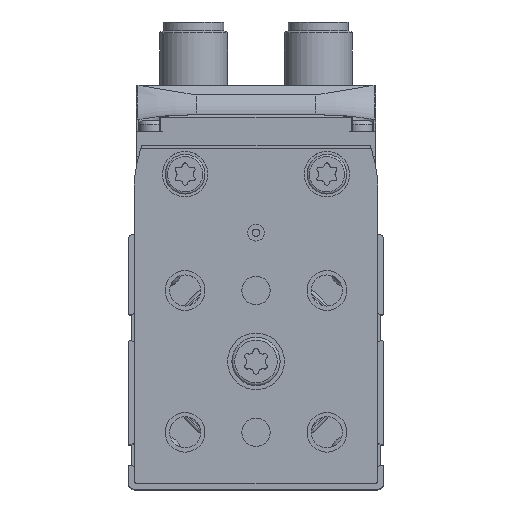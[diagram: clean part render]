
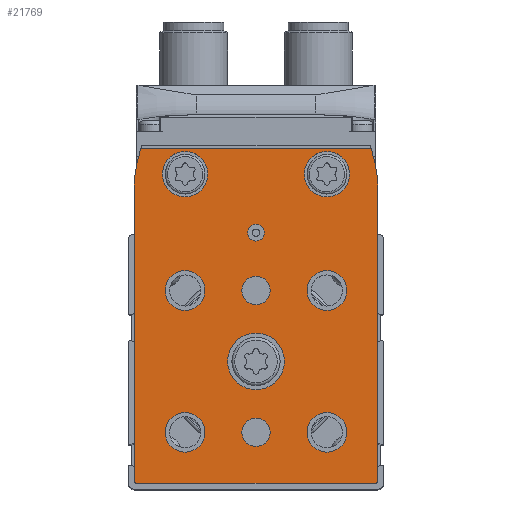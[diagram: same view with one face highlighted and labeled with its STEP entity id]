
A CAD part, top view. The second image highlights one B-rep face of the part: STEP entity #21769.
In plain terms, the highlighted planar face has unit normal (0, 0, 1).
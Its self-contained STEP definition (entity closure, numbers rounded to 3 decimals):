
#719=CIRCLE('',#23206,24.);
#721=CIRCLE('',#23210,0.5);
#723=CIRCLE('',#23214,0.5);
#725=CIRCLE('',#23218,24.);
#726=CIRCLE('',#23221,4.);
#727=CIRCLE('',#23222,4.);
#728=CIRCLE('',#23223,2.5);
#729=CIRCLE('',#23224,2.5);
#730=CIRCLE('',#23225,5.);
#731=CIRCLE('',#23226,3.5);
#732=CIRCLE('',#23227,3.5);
#733=CIRCLE('',#23228,3.5);
#734=CIRCLE('',#23229,3.5);
#735=CIRCLE('',#23230,1.5);
#3109=ORIENTED_EDGE('',*,*,#7473,.T.);
#3110=ORIENTED_EDGE('',*,*,#7474,.T.);
#3111=ORIENTED_EDGE('',*,*,#7475,.F.);
#3112=ORIENTED_EDGE('',*,*,#7476,.F.);
#3113=ORIENTED_EDGE('',*,*,#7477,.T.);
#3114=ORIENTED_EDGE('',*,*,#7478,.T.);
#3115=ORIENTED_EDGE('',*,*,#7479,.T.);
#3116=ORIENTED_EDGE('',*,*,#7480,.T.);
#3117=ORIENTED_EDGE('',*,*,#7481,.T.);
#3118=ORIENTED_EDGE('',*,*,#7482,.F.);
#3119=ORIENTED_EDGE('',*,*,#7449,.T.);
#3120=ORIENTED_EDGE('',*,*,#7453,.T.);
#3121=ORIENTED_EDGE('',*,*,#7456,.T.);
#3122=ORIENTED_EDGE('',*,*,#7459,.T.);
#3123=ORIENTED_EDGE('',*,*,#7462,.T.);
#3124=ORIENTED_EDGE('',*,*,#7465,.T.);
#3125=ORIENTED_EDGE('',*,*,#7468,.T.);
#3126=ORIENTED_EDGE('',*,*,#7472,.T.);
#7449=EDGE_CURVE('',#9742,#9741,#719,.T.);
#7453=EDGE_CURVE('',#9741,#9744,#11316,.T.);
#7456=EDGE_CURVE('',#9744,#9746,#721,.T.);
#7459=EDGE_CURVE('',#9746,#9748,#11320,.T.);
#7462=EDGE_CURVE('',#9748,#9750,#723,.T.);
#7465=EDGE_CURVE('',#9750,#9752,#11324,.T.);
#7468=EDGE_CURVE('',#9752,#9754,#725,.T.);
#7472=EDGE_CURVE('',#9754,#9742,#11329,.T.);
#7473=EDGE_CURVE('',#9755,#9755,#726,.T.);
#7474=EDGE_CURVE('',#9756,#9756,#727,.T.);
#7475=EDGE_CURVE('',#9757,#9757,#728,.T.);
#7476=EDGE_CURVE('',#9758,#9758,#729,.T.);
#7477=EDGE_CURVE('',#9759,#9759,#730,.T.);
#7478=EDGE_CURVE('',#9760,#9760,#731,.T.);
#7479=EDGE_CURVE('',#9761,#9761,#732,.T.);
#7480=EDGE_CURVE('',#9762,#9762,#733,.T.);
#7481=EDGE_CURVE('',#9763,#9763,#734,.T.);
#7482=EDGE_CURVE('',#9764,#9764,#735,.T.);
#9741=VERTEX_POINT('',#31994);
#9742=VERTEX_POINT('',#31996);
#9744=VERTEX_POINT('',#32002);
#9746=VERTEX_POINT('',#32008);
#9748=VERTEX_POINT('',#32014);
#9750=VERTEX_POINT('',#32020);
#9752=VERTEX_POINT('',#32026);
#9754=VERTEX_POINT('',#32032);
#9755=VERTEX_POINT('',#32041);
#9756=VERTEX_POINT('',#32043);
#9757=VERTEX_POINT('',#32045);
#9758=VERTEX_POINT('',#32047);
#9759=VERTEX_POINT('',#32049);
#9760=VERTEX_POINT('',#32051);
#9761=VERTEX_POINT('',#32053);
#9762=VERTEX_POINT('',#32055);
#9763=VERTEX_POINT('',#32057);
#9764=VERTEX_POINT('',#32059);
#11316=LINE('',#32003,#12550);
#11320=LINE('',#32015,#12554);
#11324=LINE('',#32027,#12558);
#11329=LINE('',#32038,#12563);
#12550=VECTOR('',#26276,1000.);
#12554=VECTOR('',#26288,1000.);
#12558=VECTOR('',#26300,1000.);
#12563=VECTOR('',#26313,1000.);
#13844=EDGE_LOOP('',(#3109));
#13845=EDGE_LOOP('',(#3110));
#13846=EDGE_LOOP('',(#3111));
#13847=EDGE_LOOP('',(#3112));
#13848=EDGE_LOOP('',(#3113));
#13849=EDGE_LOOP('',(#3114));
#13850=EDGE_LOOP('',(#3115));
#13851=EDGE_LOOP('',(#3116));
#13852=EDGE_LOOP('',(#3117));
#13853=EDGE_LOOP('',(#3118));
#13854=EDGE_LOOP('',(#3119,#3120,#3121,#3122,#3123,#3124,#3125,#3126));
#15393=FACE_BOUND('',#13844,.T.);
#15394=FACE_BOUND('',#13845,.T.);
#15395=FACE_BOUND('',#13846,.T.);
#15396=FACE_BOUND('',#13847,.T.);
#15397=FACE_BOUND('',#13848,.T.);
#15398=FACE_BOUND('',#13849,.T.);
#15399=FACE_BOUND('',#13850,.T.);
#15400=FACE_BOUND('',#13851,.T.);
#15401=FACE_BOUND('',#13852,.T.);
#15402=FACE_BOUND('',#13853,.T.);
#15403=FACE_BOUND('',#13854,.T.);
#16693=PLANE('',#23220);
#21769=ADVANCED_FACE('',(#15393,#15394,#15395,#15396,#15397,#15398,#15399,
#15400,#15401,#15402,#15403),#16693,.T.);
#23206=AXIS2_PLACEMENT_3D('',#31995,#26269,#26270);
#23210=AXIS2_PLACEMENT_3D('',#32009,#26282,#26283);
#23214=AXIS2_PLACEMENT_3D('',#32021,#26294,#26295);
#23218=AXIS2_PLACEMENT_3D('',#32033,#26306,#26307);
#23220=AXIS2_PLACEMENT_3D('',#32039,#26314,#26315);
#23221=AXIS2_PLACEMENT_3D('',#32040,#26316,#26317);
#23222=AXIS2_PLACEMENT_3D('',#32042,#26318,#26319);
#23223=AXIS2_PLACEMENT_3D('',#32044,#26320,#26321);
#23224=AXIS2_PLACEMENT_3D('',#32046,#26322,#26323);
#23225=AXIS2_PLACEMENT_3D('',#32048,#26324,#26325);
#23226=AXIS2_PLACEMENT_3D('',#32050,#26326,#26327);
#23227=AXIS2_PLACEMENT_3D('',#32052,#26328,#26329);
#23228=AXIS2_PLACEMENT_3D('',#32054,#26330,#26331);
#23229=AXIS2_PLACEMENT_3D('',#32056,#26332,#26333);
#23230=AXIS2_PLACEMENT_3D('',#32058,#26334,#26335);
#26269=DIRECTION('',(0.,0.,1.));
#26270=DIRECTION('',(1.,0.,0.));
#26276=DIRECTION('',(0.,-1.,0.));
#26282=DIRECTION('',(0.,0.,1.));
#26283=DIRECTION('',(1.,0.,0.));
#26288=DIRECTION('',(1.,0.,0.));
#26294=DIRECTION('',(0.,0.,1.));
#26295=DIRECTION('',(1.,0.,0.));
#26300=DIRECTION('',(0.,1.,0.));
#26306=DIRECTION('',(0.,0.,1.));
#26307=DIRECTION('',(1.,0.,0.));
#26313=DIRECTION('',(-1.,0.,0.));
#26314=DIRECTION('',(0.,0.,1.));
#26315=DIRECTION('',(1.,0.,0.));
#26316=DIRECTION('',(0.,0.,-1.));
#26317=DIRECTION('',(-1.,0.,0.));
#26318=DIRECTION('',(0.,0.,-1.));
#26319=DIRECTION('',(-1.,0.,0.));
#26320=DIRECTION('',(0.,0.,1.));
#26321=DIRECTION('',(1.,0.,0.));
#26322=DIRECTION('',(0.,0.,1.));
#26323=DIRECTION('',(1.,0.,0.));
#26324=DIRECTION('',(0.,0.,-1.));
#26325=DIRECTION('',(-1.,0.,0.));
#26326=DIRECTION('',(0.,0.,-1.));
#26327=DIRECTION('',(-1.,0.,0.));
#26328=DIRECTION('',(0.,0.,-1.));
#26329=DIRECTION('',(-1.,0.,0.));
#26330=DIRECTION('',(0.,0.,-1.));
#26331=DIRECTION('',(-1.,0.,0.));
#26332=DIRECTION('',(0.,0.,-1.));
#26333=DIRECTION('',(-1.,0.,0.));
#26334=DIRECTION('',(0.,0.,1.));
#26335=DIRECTION('',(1.,0.,0.));
#31994=CARTESIAN_POINT('',(-21.5,30.,10.));
#31995=CARTESIAN_POINT('',(2.5,30.,10.));
#31996=CARTESIAN_POINT('',(-20.298,37.5,10.));
#32002=CARTESIAN_POINT('',(-21.5,-21.,10.));
#32003=CARTESIAN_POINT('',(-21.5,30.,10.));
#32008=CARTESIAN_POINT('',(-21.,-21.5,10.));
#32009=CARTESIAN_POINT('',(-21.,-21.,10.));
#32014=CARTESIAN_POINT('',(21.,-21.5,10.));
#32015=CARTESIAN_POINT('',(-21.,-21.5,10.));
#32020=CARTESIAN_POINT('',(21.5,-21.,10.));
#32021=CARTESIAN_POINT('',(21.,-21.,10.));
#32026=CARTESIAN_POINT('',(21.5,30.,10.));
#32027=CARTESIAN_POINT('',(21.5,-21.,10.));
#32032=CARTESIAN_POINT('',(20.298,37.5,10.));
#32033=CARTESIAN_POINT('',(-2.5,30.,10.));
#32038=CARTESIAN_POINT('',(20.298,37.5,10.));
#32039=CARTESIAN_POINT('',(2.5,30.,10.));
#32040=CARTESIAN_POINT('',(12.5,33.,10.));
#32041=CARTESIAN_POINT('',(8.5,33.,10.));
#32042=CARTESIAN_POINT('',(-12.5,33.,10.));
#32043=CARTESIAN_POINT('',(-16.5,33.,10.));
#32044=CARTESIAN_POINT('',(0.,-12.5,10.));
#32045=CARTESIAN_POINT('',(2.5,-12.5,10.));
#32046=CARTESIAN_POINT('',(0.,12.5,10.));
#32047=CARTESIAN_POINT('',(2.5,12.5,10.));
#32048=CARTESIAN_POINT('',(0.,0.,10.));
#32049=CARTESIAN_POINT('',(-5.,0.,10.));
#32050=CARTESIAN_POINT('',(12.5,-12.5,10.));
#32051=CARTESIAN_POINT('',(9.,-12.5,10.));
#32052=CARTESIAN_POINT('',(-12.5,12.5,10.));
#32053=CARTESIAN_POINT('',(-16.,12.5,10.));
#32054=CARTESIAN_POINT('',(-12.5,-12.5,10.));
#32055=CARTESIAN_POINT('',(-16.,-12.5,10.));
#32056=CARTESIAN_POINT('',(12.5,12.5,10.));
#32057=CARTESIAN_POINT('',(9.,12.5,10.));
#32058=CARTESIAN_POINT('',(0.,22.7,10.));
#32059=CARTESIAN_POINT('',(1.5,22.7,10.));
